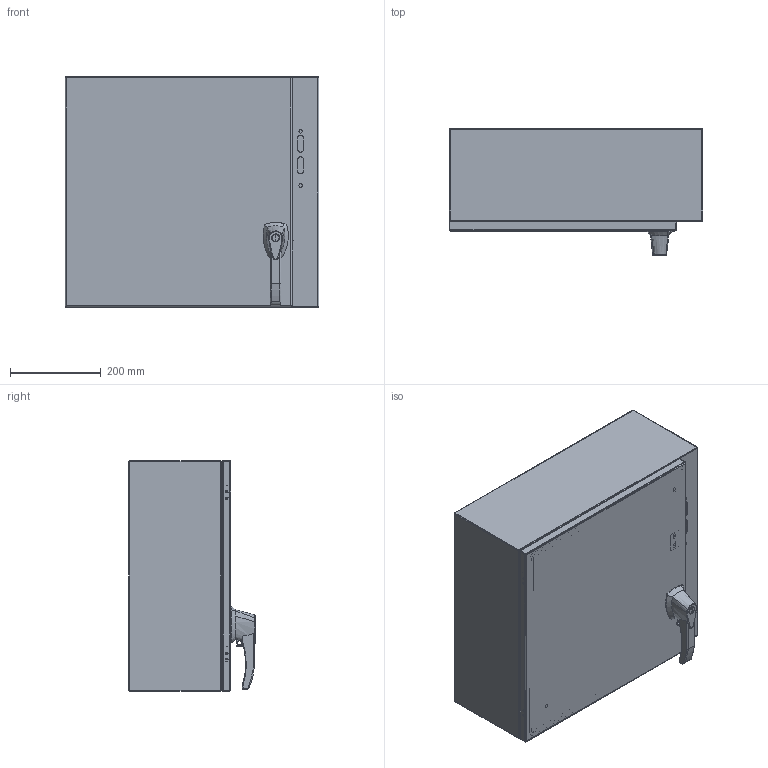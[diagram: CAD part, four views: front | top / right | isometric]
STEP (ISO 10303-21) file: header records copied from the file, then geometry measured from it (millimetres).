
FILE_DESCRIPTION (( 'STEP AP214' ), '1' );
FILE_NAME ('EN4DSC20228GY.STEP', '2019-11-13T22:26:50', ( '' ), ( '' ), 'SwSTEP 2.0', 'SolidWorks 2019', '' );
FILE_SCHEMA (( 'AUTOMOTIVE_DESIGN' ));
Length unit declared in the file: millimetre
Products named in the file (1): EN4DSC20228GY
Bounding box: 558.72 x 278.18 x 508 mm (x, y, z)
Volume: 2379524.2 mm3; surface area: 2395581.8 mm2
Topology: 45 solids, 46 shells, 929 faces, 2187 edges, 1384 vertices
Faces by surface type: plane 502, cylinder 284, bspline 76, torus 28, cone 23, sphere 16
Full cylindrical faces by diameter (mm): 3.967 x2, 4.369 x2, 4.394 x2, 4.47 x4, 4.572 x2, 4.775 x2, 4.976 x1, 5.461 x2, 5.74 x2, 5.893 x1, 5.918 x1, 6.096 x2, 6.35 x11, 6.502 x1, 6.731 x2, 6.858 x4, 7.137 x4, 7.417 x2, 7.937 x6, 8.001 x1, 8.128 x1, 8.255 x1, 8.484 x1, 8.89 x1, 9.525 x5, 10.008 x1, 10.109 x6, 10.211 x2, 10.49 x2, 11.049 x1
Entity records: 62770 total; most frequent: CARTESIAN_POINT 33484, ORIENTED_EDGE 3972, DIRECTION 3875, EDGE_CURVE 1986, AXIS2_PLACEMENT_3D 1379, VERTEX_POINT 1361, EDGE_LOOP 1211, VECTOR 1117
